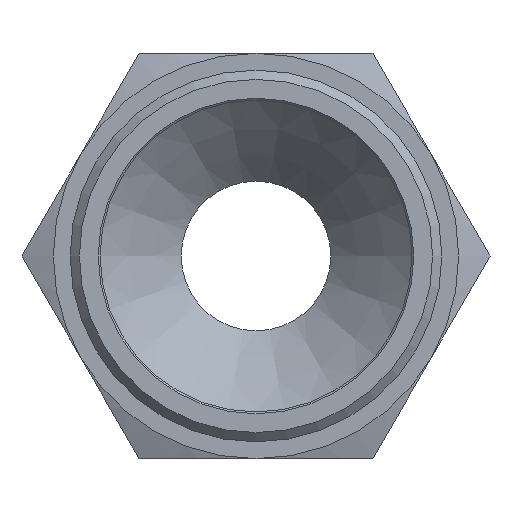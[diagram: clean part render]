
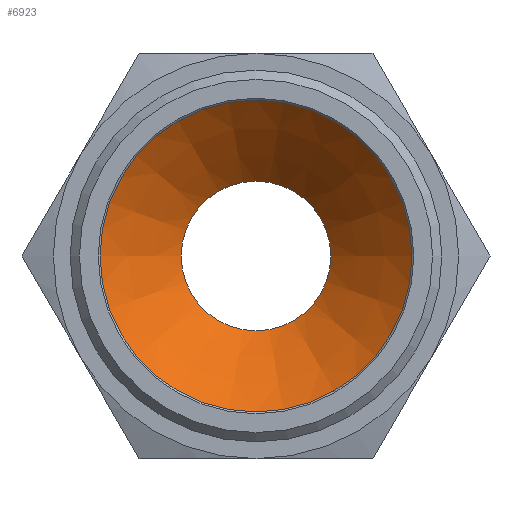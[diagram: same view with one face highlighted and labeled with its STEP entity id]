
A CAD part, left-side view. The second image highlights one B-rep face of the part: STEP entity #6923.
In plain terms, the highlighted conical face has half-angle 45 degrees and reference radius 25 mm.
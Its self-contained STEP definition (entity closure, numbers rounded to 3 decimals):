
#982 = DIRECTION ( 'NONE',  ( 0., 1., 0. ) ) ;
#1157 = CARTESIAN_POINT ( 'NONE',  ( -65., 25., 0. ) ) ;
#1925 = CONICAL_SURFACE ( 'NONE', #14082, 25., 0.785 ) ;
#2510 = DIRECTION ( 'NONE',  ( -1., 0., 0. ) ) ;
#2751 = DIRECTION ( 'NONE',  ( 0., -1., 0. ) ) ;
#3735 = FACE_OUTER_BOUND ( 'NONE', #5242, .T. ) ;
#3744 = ORIENTED_EDGE ( 'NONE', *, *, #3865, .F. ) ;
#3865 = EDGE_CURVE ( 'NONE', #11754, #11754, #6500, .T. ) ;
#4079 = ORIENTED_EDGE ( 'NONE', *, *, #11051, .T. ) ;
#4298 = AXIS2_PLACEMENT_3D ( 'NONE', #5467, #14954, #9202 ) ;
#4961 = CARTESIAN_POINT ( 'NONE',  ( -65., 0., 0. ) ) ;
#5242 = EDGE_LOOP ( 'NONE', ( #3744 ) ) ;
#5467 = CARTESIAN_POINT ( 'NONE',  ( -65., 0., 0. ) ) ;
#5640 = DIRECTION ( 'NONE',  ( 1., 0., 0. ) ) ;
#5720 = CIRCLE ( 'NONE', #7685, 12. ) ;
#6500 = CIRCLE ( 'NONE', #4298, 25. ) ;
#6923 = ADVANCED_FACE ( 'NONE', ( #10631, #3735 ), #1925, .F. ) ;
#7685 = AXIS2_PLACEMENT_3D ( 'NONE', #11437, #5640, #982 ) ;
#8485 = EDGE_LOOP ( 'NONE', ( #4079 ) ) ;
#9202 = DIRECTION ( 'NONE',  ( 0., 1., 0. ) ) ;
#9934 = VERTEX_POINT ( 'NONE', #12052 ) ;
#10631 = FACE_BOUND ( 'NONE', #8485, .T. ) ;
#11051 = EDGE_CURVE ( 'NONE', #9934, #9934, #5720, .T. ) ;
#11437 = CARTESIAN_POINT ( 'NONE',  ( -52., 0., 0. ) ) ;
#11754 = VERTEX_POINT ( 'NONE', #1157 ) ;
#12052 = CARTESIAN_POINT ( 'NONE',  ( -52., 12., 0. ) ) ;
#14082 = AXIS2_PLACEMENT_3D ( 'NONE', #4961, #2510, #2751 ) ;
#14954 = DIRECTION ( 'NONE',  ( 1., 0., 0. ) ) ;
